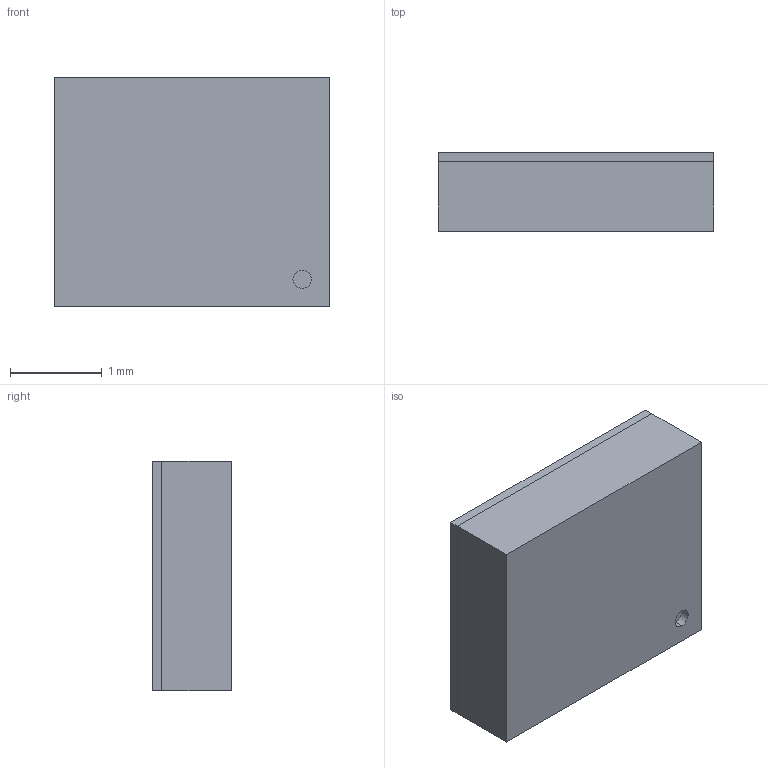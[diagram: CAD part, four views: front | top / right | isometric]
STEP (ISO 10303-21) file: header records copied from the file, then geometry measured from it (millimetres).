
FILE_DESCRIPTION(('CAx-IF Rec.Pracs.---Model Styling and Organization---1.5---2016-08-15','CAx-IF Rec.Pracs.---Geometric and Assembly Validation Properties---4.4---2016-08-17','CAx-IF Rec.Pracs.---User Defined Attributes---1.5---2016-08-15','CAx-IF Rec.Pracs.---External References---2.1---2005-01-19'),'2;1');
FILE_NAME('2413526.step','2023-08-02T07:45:31',('Unspecified'),('Unspecified'),'CAD Exchanger 3.8.1 (cadexchanger.com)','Unspecified','');
FILE_SCHEMA(('AUTOMOTIVE_DESIGN { 1 0 10303 214 1 1 1 1 }'));
Length unit declared in the file: millimetre
Products named in the file (1): ISM330DHCXTR
Bounding box: 3 x 0.86 x 2.5 mm (x, y, z)
Volume: 6.4 mm3; surface area: 44.9 mm2
Topology: 16 solids, 16 shells, 171 faces, 372 edges, 248 vertices
Faces by surface type: plane 169, cylinder 2
Entity records: 5381 total; most frequent: CARTESIAN_POINT 792, ORIENTED_EDGE 744, DIRECTION 720, EDGE_CURVE 372, LINE 368, VECTOR 368, VERTEX_POINT 248, FACE_BOUND 186
